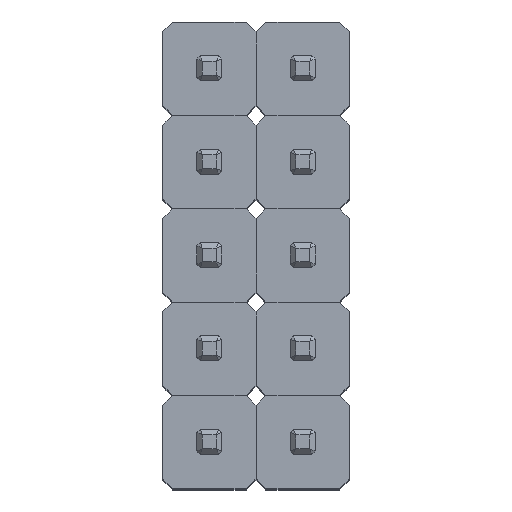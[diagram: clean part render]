
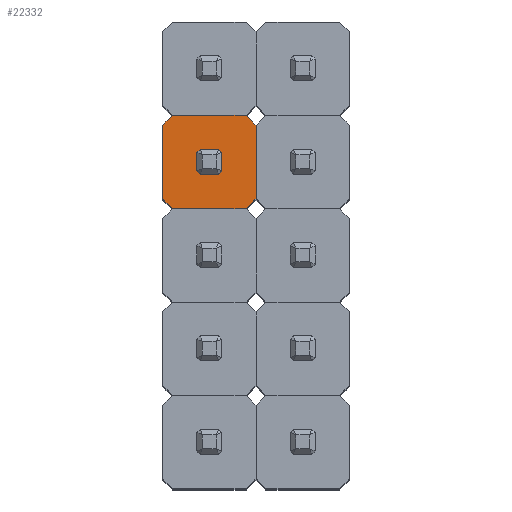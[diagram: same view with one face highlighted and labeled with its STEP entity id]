
A CAD part, top view. The second image highlights one B-rep face of the part: STEP entity #22332.
In plain terms, the highlighted planar face has unit normal (0, 0, 1).
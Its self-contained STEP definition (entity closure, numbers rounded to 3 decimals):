
#21671 = PLANE('',#21672);
#21672 = AXIS2_PLACEMENT_3D('',#21673,#21674,#21675);
#21673 = CARTESIAN_POINT('',(-2.54,1.54,18.));
#21674 = DIRECTION('',(-1.,0.,0.));
#21675 = DIRECTION('',(0.,1.,0.));
#21725 = PLANE('',#21726);
#21726 = AXIS2_PLACEMENT_3D('',#21727,#21728,#21729);
#21727 = CARTESIAN_POINT('',(0.,3.54,18.));
#21728 = DIRECTION('',(1.,0.,0.));
#21729 = DIRECTION('',(0.,-1.,0.));
#21828 = PLANE('',#21829);
#21829 = AXIS2_PLACEMENT_3D('',#21830,#21831,#21832);
#21830 = CARTESIAN_POINT('',(-2.54,3.54,18.));
#21831 = DIRECTION('',(-0.707,0.707,0.));
#21832 = DIRECTION('',(0.707,0.707,0.));
#21856 = PLANE('',#21857);
#21857 = AXIS2_PLACEMENT_3D('',#21858,#21859,#21860);
#21858 = CARTESIAN_POINT('',(-2.27,3.81,18.));
#21859 = DIRECTION('',(0.,1.,0.));
#21860 = DIRECTION('',(1.,0.,0.));
#21882 = PLANE('',#21883);
#21883 = AXIS2_PLACEMENT_3D('',#21884,#21885,#21886);
#21884 = CARTESIAN_POINT('',(-0.27,3.81,18.));
#21885 = DIRECTION('',(0.707,0.707,0.));
#21886 = DIRECTION('',(0.707,-0.707,0.));
#21930 = VERTEX_POINT('',#21931);
#21931 = CARTESIAN_POINT('',(-2.54,1.54,20.));
#21945 = PLANE('',#21946);
#21946 = AXIS2_PLACEMENT_3D('',#21947,#21948,#21949);
#21947 = CARTESIAN_POINT('',(-2.27,1.27,18.));
#21948 = DIRECTION('',(-0.707,-0.707,0.));
#21949 = DIRECTION('',(-0.707,0.707,0.));
#21957 = EDGE_CURVE('',#21930,#21958,#21960,.T.);
#21958 = VERTEX_POINT('',#21959);
#21959 = CARTESIAN_POINT('',(-2.54,3.54,20.));
#21960 = SURFACE_CURVE('',#21961,(#21965,#21972),.PCURVE_S1.);
#21961 = LINE('',#21962,#21963);
#21962 = CARTESIAN_POINT('',(-2.54,1.54,20.));
#21963 = VECTOR('',#21964,1.);
#21964 = DIRECTION('',(0.,1.,0.));
#21965 = PCURVE('',#21671,#21966);
#21966 = DEFINITIONAL_REPRESENTATION('',(#21967),#21971);
#21967 = LINE('',#21968,#21969);
#21968 = CARTESIAN_POINT('',(0.,-2.));
#21969 = VECTOR('',#21970,1.);
#21970 = DIRECTION('',(1.,0.));
#21971 = ( GEOMETRIC_REPRESENTATION_CONTEXT(2) 
PARAMETRIC_REPRESENTATION_CONTEXT() REPRESENTATION_CONTEXT('2D SPACE',''
  ) );
#21972 = PCURVE('',#21973,#21978);
#21973 = PLANE('',#21974);
#21974 = AXIS2_PLACEMENT_3D('',#21975,#21976,#21977);
#21975 = CARTESIAN_POINT('',(-1.27,2.54,20.));
#21976 = DIRECTION('',(0.,0.,-1.));
#21977 = DIRECTION('',(-1.,0.,0.));
#21978 = DEFINITIONAL_REPRESENTATION('',(#21979),#21983);
#21979 = LINE('',#21980,#21981);
#21980 = CARTESIAN_POINT('',(1.27,-1.));
#21981 = VECTOR('',#21982,1.);
#21982 = DIRECTION('',(0.,1.));
#21983 = ( GEOMETRIC_REPRESENTATION_CONTEXT(2) 
PARAMETRIC_REPRESENTATION_CONTEXT() REPRESENTATION_CONTEXT('2D SPACE',''
  ) );
#22011 = VERTEX_POINT('',#22012);
#22012 = CARTESIAN_POINT('',(0.,3.54,20.));
#22033 = EDGE_CURVE('',#22011,#22034,#22036,.T.);
#22034 = VERTEX_POINT('',#22035);
#22035 = CARTESIAN_POINT('',(0.,1.54,20.));
#22036 = SURFACE_CURVE('',#22037,(#22041,#22048),.PCURVE_S1.);
#22037 = LINE('',#22038,#22039);
#22038 = CARTESIAN_POINT('',(0.,3.54,20.));
#22039 = VECTOR('',#22040,1.);
#22040 = DIRECTION('',(0.,-1.,0.));
#22041 = PCURVE('',#21725,#22042);
#22042 = DEFINITIONAL_REPRESENTATION('',(#22043),#22047);
#22043 = LINE('',#22044,#22045);
#22044 = CARTESIAN_POINT('',(0.,-2.));
#22045 = VECTOR('',#22046,1.);
#22046 = DIRECTION('',(1.,0.));
#22047 = ( GEOMETRIC_REPRESENTATION_CONTEXT(2) 
PARAMETRIC_REPRESENTATION_CONTEXT() REPRESENTATION_CONTEXT('2D SPACE',''
  ) );
#22048 = PCURVE('',#21973,#22049);
#22049 = DEFINITIONAL_REPRESENTATION('',(#22050),#22054);
#22050 = LINE('',#22051,#22052);
#22051 = CARTESIAN_POINT('',(-1.27,1.));
#22052 = VECTOR('',#22053,1.);
#22053 = DIRECTION('',(0.,-1.));
#22054 = ( GEOMETRIC_REPRESENTATION_CONTEXT(2) 
PARAMETRIC_REPRESENTATION_CONTEXT() REPRESENTATION_CONTEXT('2D SPACE',''
  ) );
#22070 = PLANE('',#22071);
#22071 = AXIS2_PLACEMENT_3D('',#22072,#22073,#22074);
#22072 = CARTESIAN_POINT('',(0.,1.54,18.));
#22073 = DIRECTION('',(0.707,-0.707,0.));
#22074 = DIRECTION('',(-0.707,-0.707,0.));
#22087 = VERTEX_POINT('',#22088);
#22088 = CARTESIAN_POINT('',(-0.27,3.81,20.));
#22109 = EDGE_CURVE('',#22087,#22011,#22110,.T.);
#22110 = SURFACE_CURVE('',#22111,(#22115,#22122),.PCURVE_S1.);
#22111 = LINE('',#22112,#22113);
#22112 = CARTESIAN_POINT('',(-0.27,3.81,20.));
#22113 = VECTOR('',#22114,1.);
#22114 = DIRECTION('',(0.707,-0.707,0.));
#22115 = PCURVE('',#21882,#22116);
#22116 = DEFINITIONAL_REPRESENTATION('',(#22117),#22121);
#22117 = LINE('',#22118,#22119);
#22118 = CARTESIAN_POINT('',(0.,-2.));
#22119 = VECTOR('',#22120,1.);
#22120 = DIRECTION('',(1.,0.));
#22121 = ( GEOMETRIC_REPRESENTATION_CONTEXT(2) 
PARAMETRIC_REPRESENTATION_CONTEXT() REPRESENTATION_CONTEXT('2D SPACE',''
  ) );
#22122 = PCURVE('',#21973,#22123);
#22123 = DEFINITIONAL_REPRESENTATION('',(#22124),#22128);
#22124 = LINE('',#22125,#22126);
#22125 = CARTESIAN_POINT('',(-1.,1.27));
#22126 = VECTOR('',#22127,1.);
#22127 = DIRECTION('',(-0.707,-0.707));
#22128 = ( GEOMETRIC_REPRESENTATION_CONTEXT(2) 
PARAMETRIC_REPRESENTATION_CONTEXT() REPRESENTATION_CONTEXT('2D SPACE',''
  ) );
#22136 = VERTEX_POINT('',#22137);
#22137 = CARTESIAN_POINT('',(-2.27,3.81,20.));
#22158 = EDGE_CURVE('',#22136,#22087,#22159,.T.);
#22159 = SURFACE_CURVE('',#22160,(#22164,#22171),.PCURVE_S1.);
#22160 = LINE('',#22161,#22162);
#22161 = CARTESIAN_POINT('',(-2.27,3.81,20.));
#22162 = VECTOR('',#22163,1.);
#22163 = DIRECTION('',(1.,0.,0.));
#22164 = PCURVE('',#21856,#22165);
#22165 = DEFINITIONAL_REPRESENTATION('',(#22166),#22170);
#22166 = LINE('',#22167,#22168);
#22167 = CARTESIAN_POINT('',(0.,-2.));
#22168 = VECTOR('',#22169,1.);
#22169 = DIRECTION('',(1.,0.));
#22170 = ( GEOMETRIC_REPRESENTATION_CONTEXT(2) 
PARAMETRIC_REPRESENTATION_CONTEXT() REPRESENTATION_CONTEXT('2D SPACE',''
  ) );
#22171 = PCURVE('',#21973,#22172);
#22172 = DEFINITIONAL_REPRESENTATION('',(#22173),#22177);
#22173 = LINE('',#22174,#22175);
#22174 = CARTESIAN_POINT('',(1.,1.27));
#22175 = VECTOR('',#22176,1.);
#22176 = DIRECTION('',(-1.,0.));
#22177 = ( GEOMETRIC_REPRESENTATION_CONTEXT(2) 
PARAMETRIC_REPRESENTATION_CONTEXT() REPRESENTATION_CONTEXT('2D SPACE',''
  ) );
#22185 = EDGE_CURVE('',#21958,#22136,#22186,.T.);
#22186 = SURFACE_CURVE('',#22187,(#22191,#22198),.PCURVE_S1.);
#22187 = LINE('',#22188,#22189);
#22188 = CARTESIAN_POINT('',(-2.54,3.54,20.));
#22189 = VECTOR('',#22190,1.);
#22190 = DIRECTION('',(0.707,0.707,0.));
#22191 = PCURVE('',#21828,#22192);
#22192 = DEFINITIONAL_REPRESENTATION('',(#22193),#22197);
#22193 = LINE('',#22194,#22195);
#22194 = CARTESIAN_POINT('',(0.,-2.));
#22195 = VECTOR('',#22196,1.);
#22196 = DIRECTION('',(1.,0.));
#22197 = ( GEOMETRIC_REPRESENTATION_CONTEXT(2) 
PARAMETRIC_REPRESENTATION_CONTEXT() REPRESENTATION_CONTEXT('2D SPACE',''
  ) );
#22198 = PCURVE('',#21973,#22199);
#22199 = DEFINITIONAL_REPRESENTATION('',(#22200),#22204);
#22200 = LINE('',#22201,#22202);
#22201 = CARTESIAN_POINT('',(1.27,1.));
#22202 = VECTOR('',#22203,1.);
#22203 = DIRECTION('',(-0.707,0.707));
#22204 = ( GEOMETRIC_REPRESENTATION_CONTEXT(2) 
PARAMETRIC_REPRESENTATION_CONTEXT() REPRESENTATION_CONTEXT('2D SPACE',''
  ) );
#22272 = PLANE('',#22273);
#22273 = AXIS2_PLACEMENT_3D('',#22274,#22275,#22276);
#22274 = CARTESIAN_POINT('',(-0.27,1.27,18.));
#22275 = DIRECTION('',(0.,-1.,0.));
#22276 = DIRECTION('',(-1.,0.,0.));
#22288 = VERTEX_POINT('',#22289);
#22289 = CARTESIAN_POINT('',(-2.27,1.27,20.));
#22310 = EDGE_CURVE('',#22288,#21930,#22311,.T.);
#22311 = SURFACE_CURVE('',#22312,(#22316,#22323),.PCURVE_S1.);
#22312 = LINE('',#22313,#22314);
#22313 = CARTESIAN_POINT('',(-2.27,1.27,20.));
#22314 = VECTOR('',#22315,1.);
#22315 = DIRECTION('',(-0.707,0.707,0.));
#22316 = PCURVE('',#21945,#22317);
#22317 = DEFINITIONAL_REPRESENTATION('',(#22318),#22322);
#22318 = LINE('',#22319,#22320);
#22319 = CARTESIAN_POINT('',(0.,-2.));
#22320 = VECTOR('',#22321,1.);
#22321 = DIRECTION('',(1.,0.));
#22322 = ( GEOMETRIC_REPRESENTATION_CONTEXT(2) 
PARAMETRIC_REPRESENTATION_CONTEXT() REPRESENTATION_CONTEXT('2D SPACE',''
  ) );
#22323 = PCURVE('',#21973,#22324);
#22324 = DEFINITIONAL_REPRESENTATION('',(#22325),#22329);
#22325 = LINE('',#22326,#22327);
#22326 = CARTESIAN_POINT('',(1.,-1.27));
#22327 = VECTOR('',#22328,1.);
#22328 = DIRECTION('',(0.707,0.707));
#22329 = ( GEOMETRIC_REPRESENTATION_CONTEXT(2) 
PARAMETRIC_REPRESENTATION_CONTEXT() REPRESENTATION_CONTEXT('2D SPACE',''
  ) );
#22332 = ADVANCED_FACE('',(#22333),#21973,.F.);
#22333 = FACE_BOUND('',#22334,.F.);
#22334 = EDGE_LOOP('',(#22335,#22336,#22337,#22338,#22339,#22340,#22363,
    #22384));
#22335 = ORIENTED_EDGE('',*,*,#21957,.T.);
#22336 = ORIENTED_EDGE('',*,*,#22185,.T.);
#22337 = ORIENTED_EDGE('',*,*,#22158,.T.);
#22338 = ORIENTED_EDGE('',*,*,#22109,.T.);
#22339 = ORIENTED_EDGE('',*,*,#22033,.T.);
#22340 = ORIENTED_EDGE('',*,*,#22341,.T.);
#22341 = EDGE_CURVE('',#22034,#22342,#22344,.T.);
#22342 = VERTEX_POINT('',#22343);
#22343 = CARTESIAN_POINT('',(-0.27,1.27,20.));
#22344 = SURFACE_CURVE('',#22345,(#22349,#22356),.PCURVE_S1.);
#22345 = LINE('',#22346,#22347);
#22346 = CARTESIAN_POINT('',(0.,1.54,20.));
#22347 = VECTOR('',#22348,1.);
#22348 = DIRECTION('',(-0.707,-0.707,0.));
#22349 = PCURVE('',#21973,#22350);
#22350 = DEFINITIONAL_REPRESENTATION('',(#22351),#22355);
#22351 = LINE('',#22352,#22353);
#22352 = CARTESIAN_POINT('',(-1.27,-1.));
#22353 = VECTOR('',#22354,1.);
#22354 = DIRECTION('',(0.707,-0.707));
#22355 = ( GEOMETRIC_REPRESENTATION_CONTEXT(2) 
PARAMETRIC_REPRESENTATION_CONTEXT() REPRESENTATION_CONTEXT('2D SPACE',''
  ) );
#22356 = PCURVE('',#22070,#22357);
#22357 = DEFINITIONAL_REPRESENTATION('',(#22358),#22362);
#22358 = LINE('',#22359,#22360);
#22359 = CARTESIAN_POINT('',(0.,-2.));
#22360 = VECTOR('',#22361,1.);
#22361 = DIRECTION('',(1.,-0.));
#22362 = ( GEOMETRIC_REPRESENTATION_CONTEXT(2) 
PARAMETRIC_REPRESENTATION_CONTEXT() REPRESENTATION_CONTEXT('2D SPACE',''
  ) );
#22363 = ORIENTED_EDGE('',*,*,#22364,.T.);
#22364 = EDGE_CURVE('',#22342,#22288,#22365,.T.);
#22365 = SURFACE_CURVE('',#22366,(#22370,#22377),.PCURVE_S1.);
#22366 = LINE('',#22367,#22368);
#22367 = CARTESIAN_POINT('',(-0.27,1.27,20.));
#22368 = VECTOR('',#22369,1.);
#22369 = DIRECTION('',(-1.,0.,0.));
#22370 = PCURVE('',#21973,#22371);
#22371 = DEFINITIONAL_REPRESENTATION('',(#22372),#22376);
#22372 = LINE('',#22373,#22374);
#22373 = CARTESIAN_POINT('',(-1.,-1.27));
#22374 = VECTOR('',#22375,1.);
#22375 = DIRECTION('',(1.,0.));
#22376 = ( GEOMETRIC_REPRESENTATION_CONTEXT(2) 
PARAMETRIC_REPRESENTATION_CONTEXT() REPRESENTATION_CONTEXT('2D SPACE',''
  ) );
#22377 = PCURVE('',#22272,#22378);
#22378 = DEFINITIONAL_REPRESENTATION('',(#22379),#22383);
#22379 = LINE('',#22380,#22381);
#22380 = CARTESIAN_POINT('',(0.,-2.));
#22381 = VECTOR('',#22382,1.);
#22382 = DIRECTION('',(1.,0.));
#22383 = ( GEOMETRIC_REPRESENTATION_CONTEXT(2) 
PARAMETRIC_REPRESENTATION_CONTEXT() REPRESENTATION_CONTEXT('2D SPACE',''
  ) );
#22384 = ORIENTED_EDGE('',*,*,#22310,.T.);
